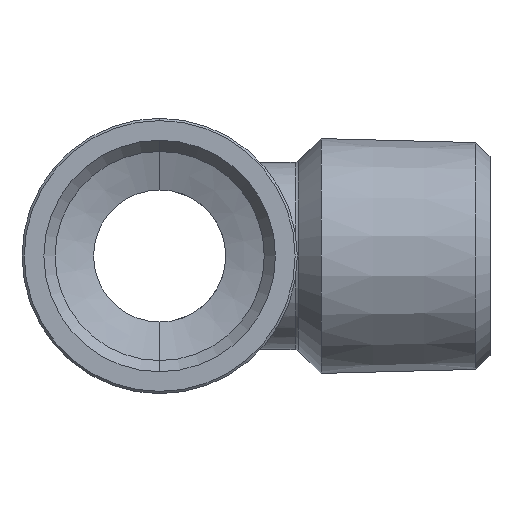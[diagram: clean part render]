
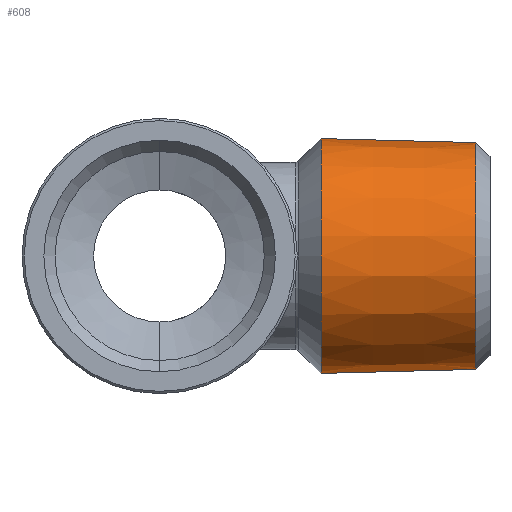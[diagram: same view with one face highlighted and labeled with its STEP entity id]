
A CAD part, left-side view. The second image highlights one B-rep face of the part: STEP entity #608.
In plain terms, the highlighted conical face has half-angle 1.47 degrees and reference radius 10.678 mm.
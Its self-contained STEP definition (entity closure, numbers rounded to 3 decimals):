
#289 = CARTESIAN_POINT ( 'NONE',  ( 0., -14., 0. ) ) ;
#290 = DIRECTION ( 'NONE',  ( 0., 1., 0. ) ) ;
#291 = DIRECTION ( 'NONE',  ( 0., 0., 1. ) ) ;
#343 = AXIS2_PLACEMENT_3D ( 'NONE', #289, #290, #291 ) ;
#346 = CONICAL_SURFACE ( 'NONE', #343, 10.678, 0.026 ) ;
#410 = CARTESIAN_POINT ( 'NONE',  ( 0., -14.661, 10.661 ) ) ;
#411 = CARTESIAN_POINT ( 'NONE',  ( 0., -14.661, -10.661 ) ) ;
#413 = CARTESIAN_POINT ( 'NONE',  ( 0., -28.7, 10.3 ) ) ;
#414 = CARTESIAN_POINT ( 'NONE',  ( 0., -28.7, -10.3 ) ) ;
#472 = EDGE_CURVE ( 'NONE', #1762, #1759, #897, .T. ) ;
#475 = EDGE_CURVE ( 'NONE', #1761, #1758, #898, .T. ) ;
#554 = EDGE_CURVE ( 'NONE', #1758, #1759, #1162, .T. ) ;
#563 = EDGE_CURVE ( 'NONE', #1761, #1762, #1174, .T. ) ;
#608 = ADVANCED_FACE ( 'NONE', ( #985 ), #346, .T. ) ;
#752 = CARTESIAN_POINT ( 'NONE',  ( 0., -14., -10.678 ) ) ;
#753 = DIRECTION ( 'NONE',  ( 0., 1., -0.026 ) ) ;
#760 = CARTESIAN_POINT ( 'NONE',  ( 0., -14., 10.678 ) ) ;
#761 = DIRECTION ( 'NONE',  ( 0., 1., 0.026 ) ) ;
#861 = EDGE_LOOP ( 'NONE', ( #1734, #1735, #1736, #1733 ) ) ;
#897 = LINE ( 'NONE', #752, #1053 ) ;
#898 = LINE ( 'NONE', #760, #1058 ) ;
#985 = FACE_OUTER_BOUND ( 'NONE', #861, .T. ) ;
#1053 = VECTOR ( 'NONE', #753, 1000. ) ;
#1058 = VECTOR ( 'NONE', #761, 1000. ) ;
#1162 = CIRCLE ( 'NONE', #1163, 10.661 ) ;
#1163 = AXIS2_PLACEMENT_3D ( 'NONE', #1409, #1410, #1411 ) ;
#1174 = CIRCLE ( 'NONE', #1181, 10.3 ) ;
#1181 = AXIS2_PLACEMENT_3D ( 'NONE', #1436, #1437, #1438 ) ;
#1409 = CARTESIAN_POINT ( 'NONE',  ( 0., -14.661, 0. ) ) ;
#1410 = DIRECTION ( 'NONE',  ( 0., -1., 0. ) ) ;
#1411 = DIRECTION ( 'NONE',  ( 0., 0., 1. ) ) ;
#1436 = CARTESIAN_POINT ( 'NONE',  ( 0., -28.7, 0. ) ) ;
#1437 = DIRECTION ( 'NONE',  ( 0., -1., 0. ) ) ;
#1438 = DIRECTION ( 'NONE',  ( 0., 0., -1. ) ) ;
#1733 = ORIENTED_EDGE ( 'NONE', *, *, #554, .T. ) ;
#1734 = ORIENTED_EDGE ( 'NONE', *, *, #472, .F. ) ;
#1735 = ORIENTED_EDGE ( 'NONE', *, *, #563, .F. ) ;
#1736 = ORIENTED_EDGE ( 'NONE', *, *, #475, .T. ) ;
#1758 = VERTEX_POINT ( 'NONE', #410 ) ;
#1759 = VERTEX_POINT ( 'NONE', #411 ) ;
#1761 = VERTEX_POINT ( 'NONE', #413 ) ;
#1762 = VERTEX_POINT ( 'NONE', #414 ) ;
